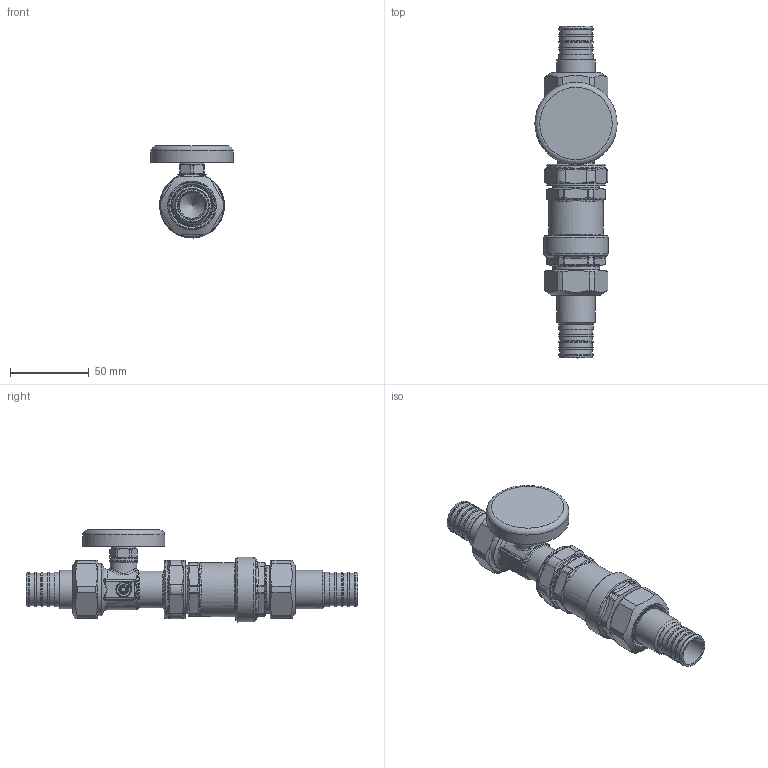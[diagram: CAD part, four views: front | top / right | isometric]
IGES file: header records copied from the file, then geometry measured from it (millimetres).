
Global section: file name: 127165AFC_Simplify_1; native system: Autodesk Inventor 2025; preprocessor: unknown; author: ischreiner; date: 20250724.155208; units: inch
Bounding box: 52.32 x 211.31 x 58.58 mm (x, y, z)
Volume: 115183.2 mm3; surface area: 55662.2 mm2
Topology: 6 solids, 6 shells, 799 faces, 1900 edges, 1102 vertices
Faces by surface type: bspline 799
